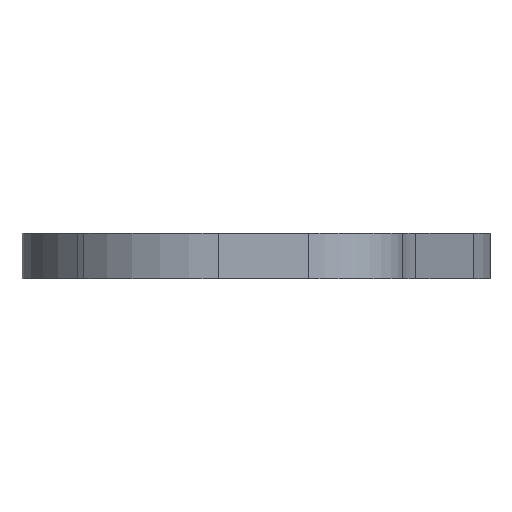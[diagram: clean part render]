
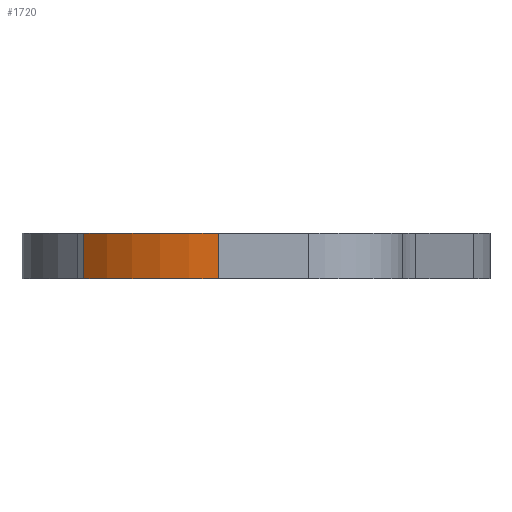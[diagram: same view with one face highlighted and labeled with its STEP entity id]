
A CAD part, left-side view. The second image highlights one B-rep face of the part: STEP entity #1720.
In plain terms, the highlighted cylindrical face has radius 10 mm (diameter 20 mm), a partial arc.
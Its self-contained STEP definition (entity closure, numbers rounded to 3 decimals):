
#160=FACE_OUTER_BOUND('',#268,.T.);
#268=EDGE_LOOP('',(#1515,#1516,#1517,#1518));
#440=LINE('',#2917,#609);
#441=LINE('',#2919,#610);
#609=VECTOR('',#2387,10.);
#610=VECTOR('',#2390,10.);
#643=CIRCLE('',#1784,10.);
#680=CIRCLE('',#1835,10.);
#736=VERTEX_POINT('',#2513);
#737=VERTEX_POINT('',#2515);
#808=VERTEX_POINT('',#2686);
#809=VERTEX_POINT('',#2688);
#897=EDGE_CURVE('',#737,#736,#643,.T.);
#984=EDGE_CURVE('',#809,#808,#680,.T.);
#1100=EDGE_CURVE('',#736,#809,#440,.T.);
#1101=EDGE_CURVE('',#808,#737,#441,.T.);
#1515=ORIENTED_EDGE('',*,*,#984,.T.);
#1516=ORIENTED_EDGE('',*,*,#1101,.T.);
#1517=ORIENTED_EDGE('',*,*,#897,.T.);
#1518=ORIENTED_EDGE('',*,*,#1100,.T.);
#1637=CYLINDRICAL_SURFACE('',#1917,10.);
#1720=ADVANCED_FACE('',(#160),#1637,.T.);
#1784=AXIS2_PLACEMENT_3D('',#2516,#1988,#1989);
#1835=AXIS2_PLACEMENT_3D('',#2689,#2140,#2141);
#1917=AXIS2_PLACEMENT_3D('',#2918,#2388,#2389);
#1988=DIRECTION('center_axis',(0.,0.,-1.));
#1989=DIRECTION('ref_axis',(-0.924,0.383,0.));
#2140=DIRECTION('center_axis',(0.,0.,1.));
#2141=DIRECTION('ref_axis',(-0.924,0.383,0.));
#2387=DIRECTION('',(0.,0.,-1.));
#2388=DIRECTION('center_axis',(0.,0.,-1.));
#2389=DIRECTION('ref_axis',(-0.924,0.383,0.));
#2390=DIRECTION('',(0.,0.,1.));
#2513=CARTESIAN_POINT('',(-26.172,71.486,2.4));
#2515=CARTESIAN_POINT('',(-29.101,64.415,2.4));
#2516=CARTESIAN_POINT('Origin',(-19.101,64.415,2.4));
#2686=CARTESIAN_POINT('',(-29.101,64.415,0.));
#2688=CARTESIAN_POINT('',(-26.172,71.486,0.));
#2689=CARTESIAN_POINT('Origin',(-19.101,64.415,0.));
#2917=CARTESIAN_POINT('',(-26.172,71.486,1.));
#2918=CARTESIAN_POINT('Origin',(-19.101,64.415,1.));
#2919=CARTESIAN_POINT('',(-29.101,64.415,1.));
